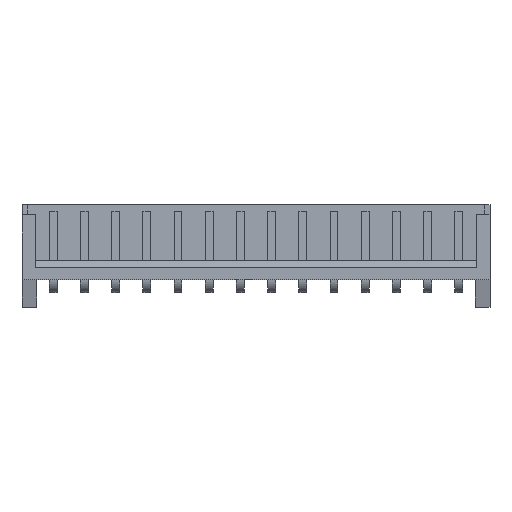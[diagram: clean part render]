
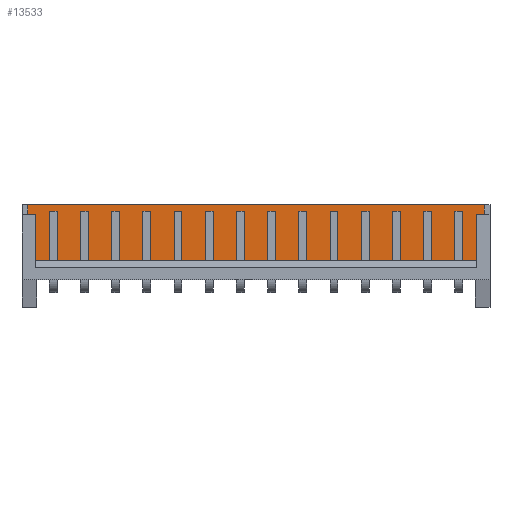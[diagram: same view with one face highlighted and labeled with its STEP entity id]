
A CAD part, top view. The second image highlights one B-rep face of the part: STEP entity #13533.
In plain terms, the highlighted planar face has unit normal (0, 0, 1).
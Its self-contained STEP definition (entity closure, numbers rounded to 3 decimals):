
#3064 = PLANE('',#3065);
#3065 = AXIS2_PLACEMENT_3D('',#3066,#3067,#3068);
#3066 = CARTESIAN_POINT('',(35.,6.7,0.9));
#3067 = DIRECTION('',(0.,-1.,0.));
#3068 = DIRECTION('',(-1.,0.,0.));
#6661 = PLANE('',#6662);
#6662 = AXIS2_PLACEMENT_3D('',#6663,#6664,#6665);
#6663 = CARTESIAN_POINT('',(35.,2.2,2.7));
#6664 = DIRECTION('',(0.,-1.,0.));
#6665 = DIRECTION('',(0.,0.,-1.));
#9853 = VERTEX_POINT('',#9854);
#9854 = CARTESIAN_POINT('',(-2.05,6.7,0.9));
#9868 = PLANE('',#9869);
#9869 = AXIS2_PLACEMENT_3D('',#9870,#9871,#9872);
#9870 = CARTESIAN_POINT('',(-2.05,6.7,0.9));
#9871 = DIRECTION('',(-1.,0.,0.));
#9872 = DIRECTION('',(0.,0.,1.));
#9880 = EDGE_CURVE('',#9881,#9853,#9883,.T.);
#9881 = VERTEX_POINT('',#9882);
#9882 = CARTESIAN_POINT('',(34.55,6.7,0.9));
#9883 = SURFACE_CURVE('',#9884,(#9888,#9895),.PCURVE_S1.);
#9884 = LINE('',#9885,#9886);
#9885 = CARTESIAN_POINT('',(35.,6.7,0.9));
#9886 = VECTOR('',#9887,1.);
#9887 = DIRECTION('',(-1.,0.,0.));
#9888 = PCURVE('',#3064,#9889);
#9889 = DEFINITIONAL_REPRESENTATION('',(#9890),#9894);
#9890 = LINE('',#9891,#9892);
#9891 = CARTESIAN_POINT('',(0.,0.));
#9892 = VECTOR('',#9893,1.);
#9893 = DIRECTION('',(1.,0.));
#9894 = ( GEOMETRIC_REPRESENTATION_CONTEXT(2) 
PARAMETRIC_REPRESENTATION_CONTEXT() REPRESENTATION_CONTEXT('2D SPACE',''
  ) );
#9895 = PCURVE('',#9896,#9901);
#9896 = PLANE('',#9897);
#9897 = AXIS2_PLACEMENT_3D('',#9898,#9899,#9900);
#9898 = CARTESIAN_POINT('',(35.,6.7,0.9));
#9899 = DIRECTION('',(0.,0.,-1.));
#9900 = DIRECTION('',(-1.,0.,0.));
#9901 = DEFINITIONAL_REPRESENTATION('',(#9902),#9906);
#9902 = LINE('',#9903,#9904);
#9903 = CARTESIAN_POINT('',(0.,0.));
#9904 = VECTOR('',#9905,1.);
#9905 = DIRECTION('',(1.,0.));
#9906 = ( GEOMETRIC_REPRESENTATION_CONTEXT(2) 
PARAMETRIC_REPRESENTATION_CONTEXT() REPRESENTATION_CONTEXT('2D SPACE',''
  ) );
#9924 = PLANE('',#9925);
#9925 = AXIS2_PLACEMENT_3D('',#9926,#9927,#9928);
#9926 = CARTESIAN_POINT('',(34.55,6.7,0.9));
#9927 = DIRECTION('',(1.,0.,0.));
#9928 = DIRECTION('',(0.,0.,-1.));
#12625 = VERTEX_POINT('',#12626);
#12626 = CARTESIAN_POINT('',(34.55,2.2,0.9));
#12647 = EDGE_CURVE('',#12625,#12648,#12650,.T.);
#12648 = VERTEX_POINT('',#12649);
#12649 = CARTESIAN_POINT('',(-2.05,2.2,0.9));
#12650 = SURFACE_CURVE('',#12651,(#12655,#12662),.PCURVE_S1.);
#12651 = LINE('',#12652,#12653);
#12652 = CARTESIAN_POINT('',(35.,2.2,0.9));
#12653 = VECTOR('',#12654,1.);
#12654 = DIRECTION('',(-1.,0.,0.));
#12655 = PCURVE('',#6661,#12656);
#12656 = DEFINITIONAL_REPRESENTATION('',(#12657),#12661);
#12657 = LINE('',#12658,#12659);
#12658 = CARTESIAN_POINT('',(1.8,0.));
#12659 = VECTOR('',#12660,1.);
#12660 = DIRECTION('',(0.,-1.));
#12661 = ( GEOMETRIC_REPRESENTATION_CONTEXT(2) 
PARAMETRIC_REPRESENTATION_CONTEXT() REPRESENTATION_CONTEXT('2D SPACE',''
  ) );
#12662 = PCURVE('',#9896,#12663);
#12663 = DEFINITIONAL_REPRESENTATION('',(#12664),#12668);
#12664 = LINE('',#12665,#12666);
#12665 = CARTESIAN_POINT('',(0.,-4.5));
#12666 = VECTOR('',#12667,1.);
#12667 = DIRECTION('',(1.,0.));
#12668 = ( GEOMETRIC_REPRESENTATION_CONTEXT(2) 
PARAMETRIC_REPRESENTATION_CONTEXT() REPRESENTATION_CONTEXT('2D SPACE',''
  ) );
#13419 = EDGE_CURVE('',#9853,#12648,#13420,.T.);
#13420 = SURFACE_CURVE('',#13421,(#13425,#13432),.PCURVE_S1.);
#13421 = LINE('',#13422,#13423);
#13422 = CARTESIAN_POINT('',(-2.05,6.7,0.9));
#13423 = VECTOR('',#13424,1.);
#13424 = DIRECTION('',(0.,-1.,0.));
#13425 = PCURVE('',#9868,#13426);
#13426 = DEFINITIONAL_REPRESENTATION('',(#13427),#13431);
#13427 = LINE('',#13428,#13429);
#13428 = CARTESIAN_POINT('',(0.,0.));
#13429 = VECTOR('',#13430,1.);
#13430 = DIRECTION('',(0.,-1.));
#13431 = ( GEOMETRIC_REPRESENTATION_CONTEXT(2) 
PARAMETRIC_REPRESENTATION_CONTEXT() REPRESENTATION_CONTEXT('2D SPACE',''
  ) );
#13432 = PCURVE('',#9896,#13433);
#13433 = DEFINITIONAL_REPRESENTATION('',(#13434),#13438);
#13434 = LINE('',#13435,#13436);
#13435 = CARTESIAN_POINT('',(37.05,0.));
#13436 = VECTOR('',#13437,1.);
#13437 = DIRECTION('',(0.,-1.));
#13438 = ( GEOMETRIC_REPRESENTATION_CONTEXT(2) 
PARAMETRIC_REPRESENTATION_CONTEXT() REPRESENTATION_CONTEXT('2D SPACE',''
  ) );
#13512 = EDGE_CURVE('',#9881,#12625,#13513,.T.);
#13513 = SURFACE_CURVE('',#13514,(#13518,#13525),.PCURVE_S1.);
#13514 = LINE('',#13515,#13516);
#13515 = CARTESIAN_POINT('',(34.55,6.7,0.9));
#13516 = VECTOR('',#13517,1.);
#13517 = DIRECTION('',(0.,-1.,0.));
#13518 = PCURVE('',#9924,#13519);
#13519 = DEFINITIONAL_REPRESENTATION('',(#13520),#13524);
#13520 = LINE('',#13521,#13522);
#13521 = CARTESIAN_POINT('',(0.,0.));
#13522 = VECTOR('',#13523,1.);
#13523 = DIRECTION('',(0.,-1.));
#13524 = ( GEOMETRIC_REPRESENTATION_CONTEXT(2) 
PARAMETRIC_REPRESENTATION_CONTEXT() REPRESENTATION_CONTEXT('2D SPACE',''
  ) );
#13525 = PCURVE('',#9896,#13526);
#13526 = DEFINITIONAL_REPRESENTATION('',(#13527),#13531);
#13527 = LINE('',#13528,#13529);
#13528 = CARTESIAN_POINT('',(0.45,0.));
#13529 = VECTOR('',#13530,1.);
#13530 = DIRECTION('',(0.,-1.));
#13531 = ( GEOMETRIC_REPRESENTATION_CONTEXT(2) 
PARAMETRIC_REPRESENTATION_CONTEXT() REPRESENTATION_CONTEXT('2D SPACE',''
  ) );
#13533 = ADVANCED_FACE('',(#13534),#9896,.F.);
#13534 = FACE_BOUND('',#13535,.T.);
#13535 = EDGE_LOOP('',(#13536,#13537,#13538,#13539));
#13536 = ORIENTED_EDGE('',*,*,#13419,.T.);
#13537 = ORIENTED_EDGE('',*,*,#12647,.F.);
#13538 = ORIENTED_EDGE('',*,*,#13512,.F.);
#13539 = ORIENTED_EDGE('',*,*,#9880,.T.);
